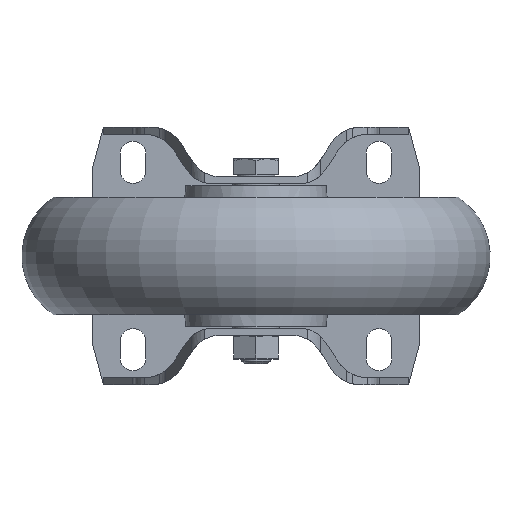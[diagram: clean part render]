
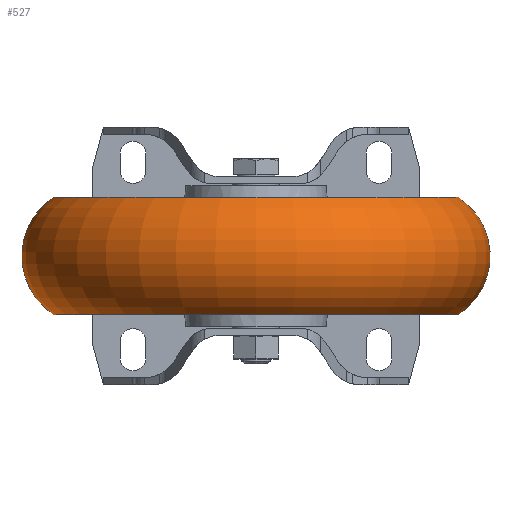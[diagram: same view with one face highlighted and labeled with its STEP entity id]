
A CAD part, front view. The second image highlights one B-rep face of the part: STEP entity #527.
In plain terms, the highlighted toroidal (fillet/blend) face has major radius 70 mm and minor radius 30 mm.
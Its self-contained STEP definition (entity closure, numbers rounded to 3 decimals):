
#527 = ADVANCED_FACE( '', ( #1269, #1270, #1271 ), #1272, .T. );
#1269 = FACE_BOUND( '', #2350, .T. );
#1270 = FACE_OUTER_BOUND( '', #2351, .T. );
#1271 = FACE_OUTER_BOUND( '', #2352, .T. );
#1272 = TOROIDAL_SURFACE( '', #2353, 70., 30. );
#2350 = VERTEX_LOOP( '', #3596 );
#2351 = EDGE_LOOP( '', ( #3597 ) );
#2352 = EDGE_LOOP( '', ( #3598 ) );
#2353 = AXIS2_PLACEMENT_3D( '', #3599, #3600, #3601 );
#3596 = VERTEX_POINT( '', #6499 );
#3597 = ORIENTED_EDGE( '', *, *, #6500, .T. );
#3598 = ORIENTED_EDGE( '', *, *, #6501, .F. );
#3599 = CARTESIAN_POINT( '', ( 0., 0., 0. ) );
#3600 = DIRECTION( '', ( 0., 0., -1. ) );
#3601 = DIRECTION( '', ( -1., 0., 0. ) );
#6499 = CARTESIAN_POINT( '', ( -100., 0., 0. ) );
#6500 = EDGE_CURVE( '', #7745, #7745, #7746, .T. );
#6501 = EDGE_CURVE( '', #7747, #7747, #7748, .T. );
#7745 = VERTEX_POINT( '', #9657 );
#7746 = CIRCLE( '', #9658, 86.583 );
#7747 = VERTEX_POINT( '', #9659 );
#7748 = CIRCLE( '', #9660, 86.583 );
#9657 = CARTESIAN_POINT( '', ( -86.583, 0., 25. ) );
#9658 = AXIS2_PLACEMENT_3D( '', #12435, #12436, #12437 );
#9659 = CARTESIAN_POINT( '', ( -86.583, 0., -25. ) );
#9660 = AXIS2_PLACEMENT_3D( '', #12438, #12439, #12440 );
#12435 = CARTESIAN_POINT( '', ( 0., 0., 25. ) );
#12436 = DIRECTION( '', ( 0., 0., -1. ) );
#12437 = DIRECTION( '', ( -1., 0., 0. ) );
#12438 = CARTESIAN_POINT( '', ( 0., 0., -25. ) );
#12439 = DIRECTION( '', ( 0., 0., -1. ) );
#12440 = DIRECTION( '', ( -1., 0., 0. ) );
